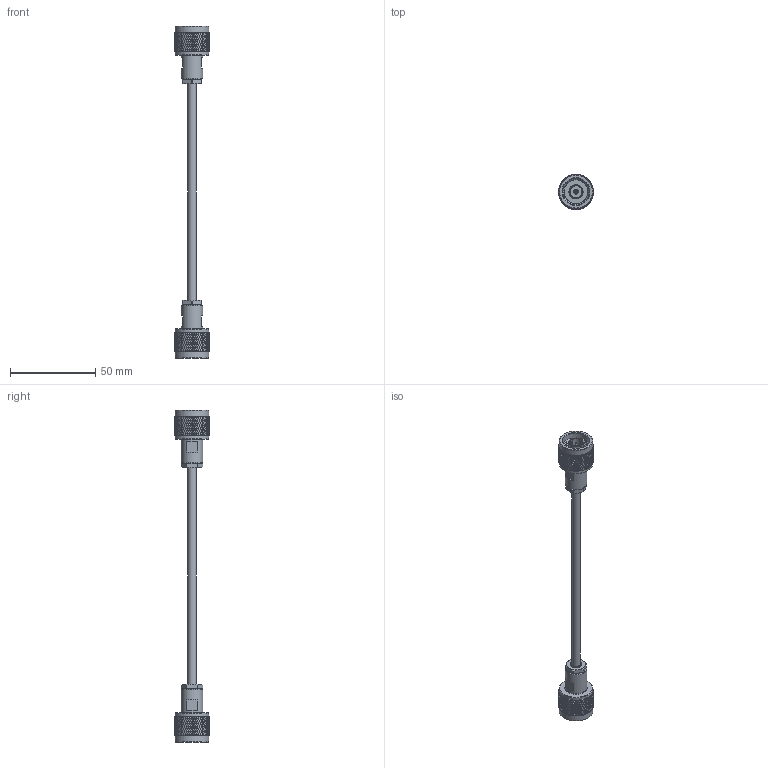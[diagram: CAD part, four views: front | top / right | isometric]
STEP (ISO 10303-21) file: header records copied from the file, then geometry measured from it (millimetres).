
FILE_DESCRIPTION (( 'STEP AP203' ), '1' );
FILE_NAME ('PE3W00925LF_3D.step', '2022-02-21T17:42:48', ( '' ), ( '' ), 'SwSTEP 2.0', 'SolidWorks 2021', '' );
FILE_SCHEMA (( 'CONFIG_CONTROL_DESIGN' ));
Length unit declared in the file: inch
Products named in the file (3): LMR195^PE3W00925LF_LMR-195; PE3W00925LF_3D; PE4081^PE3W00925LF_CRIMPED
Assembly tree (3 placements, depth 2):
  PE3W00925LF_3D
    LMR195^PE3W00925LF_LMR-195
    PE4081^PE3W00925LF_CRIMPED  x2
Bounding box: 20.32 x 20.32 x 195.07 mm (x, y, z)
Volume: 13517.2 mm3; surface area: 9970.8 mm2
Topology: 3 solids, 3 shells, 4761 faces, 10257 edges, 5522 vertices
Faces by surface type: bspline 3590, cylinder 1051, plane 78, cone 28, torus 14
Full cylindrical faces by diameter (mm): 1.524 x2, 2.794 x2, 4.953 x1, 6.35 x2, 6.985 x2, 8.255 x2, 10.16 x2, 12.7 x2, 15.875 x10, 19.715 x4
Entity records: 92289 total; most frequent: CARTESIAN_POINT 61017, ORIENTED_EDGE 10174, EDGE_CURVE 5087, VERTEX_POINT 2745, EDGE_LOOP 2408, FACE_OUTER_BOUND 2391, ADVANCED_FACE 2377, B_SPLINE_CURVE_WITH_KNOTS 2042
